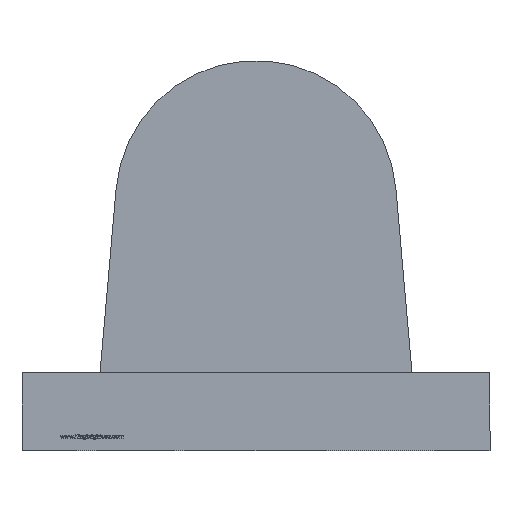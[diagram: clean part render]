
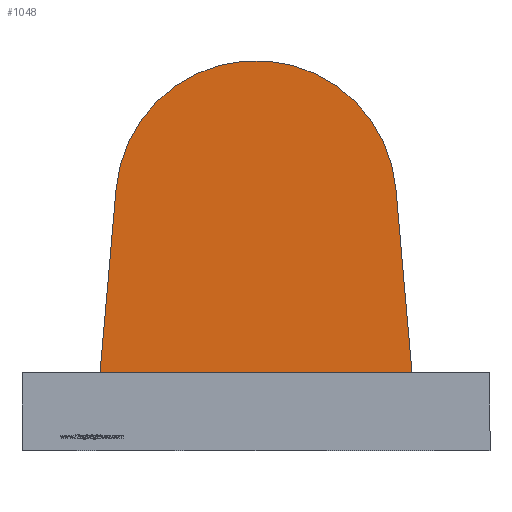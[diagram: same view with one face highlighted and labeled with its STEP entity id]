
A CAD part, top view. The second image highlights one B-rep face of the part: STEP entity #1048.
In plain terms, the highlighted planar face has unit normal (0, 0, 1).
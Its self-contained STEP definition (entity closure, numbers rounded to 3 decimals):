
#234 = EDGE_CURVE ( 'NONE', #4403, #4404, #7006, .T. ) ;
#238 = EDGE_CURVE ( 'NONE', #4403, #4406, #1311, .T. ) ;
#241 = EDGE_CURVE ( 'NONE', #4406, #4408, #7027, .T. ) ;
#243 = EDGE_CURVE ( 'NONE', #4408, #4404, #7033, .T. ) ;
#1048 = ADVANCED_FACE ( 'NONE', ( #18983 ), #18379, .T. ) ;
#1311 = CIRCLE ( 'NONE', #7475, 0.9 ) ;
#2621 = ORIENTED_EDGE ( 'NONE', *, *, #243, .T. ) ;
#2623 = ORIENTED_EDGE ( 'NONE', *, *, #234, .F. ) ;
#2624 = ORIENTED_EDGE ( 'NONE', *, *, #238, .T. ) ;
#2625 = ORIENTED_EDGE ( 'NONE', *, *, #241, .T. ) ;
#4169 = EDGE_LOOP ( 'NONE', ( #2623, #2624, #2625, #2621 ) ) ;
#4403 = VERTEX_POINT ( 'NONE', #21482 ) ;
#4404 = VERTEX_POINT ( 'NONE', #21483 ) ;
#4406 = VERTEX_POINT ( 'NONE', #21485 ) ;
#4408 = VERTEX_POINT ( 'NONE', #21487 ) ;
#7006 = LINE ( 'NONE', #7007, #7483 ) ;
#7007 = CARTESIAN_POINT ( 'NONE',  ( 1.276, -2.894, 0.5 ) ) ;
#7008 = DIRECTION ( 'NONE',  ( 0.087, -0.996, 0. ) ) ;
#7017 = CARTESIAN_POINT ( 'NONE',  ( 0., 1.35, 0.5 ) ) ;
#7018 = DIRECTION ( 'NONE',  ( 0., 0., 1. ) ) ;
#7019 = DIRECTION ( 'NONE',  ( 1., 0., 0. ) ) ;
#7027 = LINE ( 'NONE', #7028, #7489 ) ;
#7028 = CARTESIAN_POINT ( 'NONE',  ( -1.276, -2.898, 0.5 ) ) ;
#7029 = DIRECTION ( 'NONE',  ( -0.087, -0.996, 0. ) ) ;
#7033 = LINE ( 'NONE', #7034, #7491 ) ;
#7034 = CARTESIAN_POINT ( 'NONE',  ( -0.027, 0.25, 0.5 ) ) ;
#7035 = DIRECTION ( 'NONE',  ( 1., 0., 0. ) ) ;
#7475 = AXIS2_PLACEMENT_3D ( 'NONE', #7017, #7018, #7019 ) ;
#7483 = VECTOR ( 'NONE', #7008, 1000. ) ;
#7489 = VECTOR ( 'NONE', #7029, 1000. ) ;
#7491 = VECTOR ( 'NONE', #7035, 1000. ) ;
#18379 = PLANE ( 'NONE',  #18989 ) ;
#18380 = CARTESIAN_POINT ( 'NONE',  ( -0.027, -3.008, 0.5 ) ) ;
#18381 = DIRECTION ( 'NONE',  ( 0., 0., 1. ) ) ;
#18382 = DIRECTION ( 'NONE',  ( 1., 0., 0. ) ) ;
#18983 = FACE_OUTER_BOUND ( 'NONE', #4169, .T. ) ;
#18989 = AXIS2_PLACEMENT_3D ( 'NONE', #18380, #18381, #18382 ) ;
#21482 = CARTESIAN_POINT ( 'NONE',  ( 0.897, 1.429, 0.5 ) ) ;
#21483 = CARTESIAN_POINT ( 'NONE',  ( 1., 0.25, 0.5 ) ) ;
#21485 = CARTESIAN_POINT ( 'NONE',  ( -0.897, 1.429, 0.5 ) ) ;
#21487 = CARTESIAN_POINT ( 'NONE',  ( -1., 0.25, 0.5 ) ) ;
